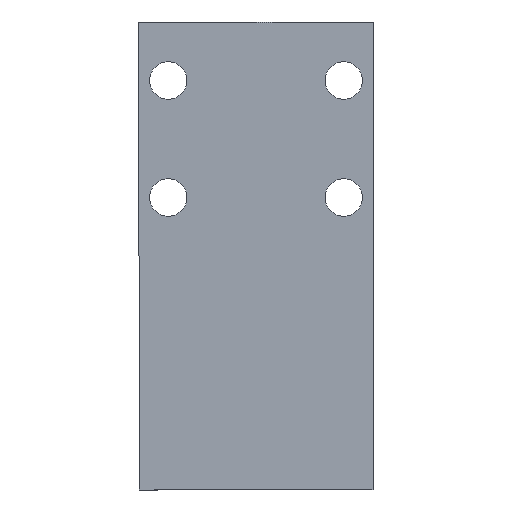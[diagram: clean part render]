
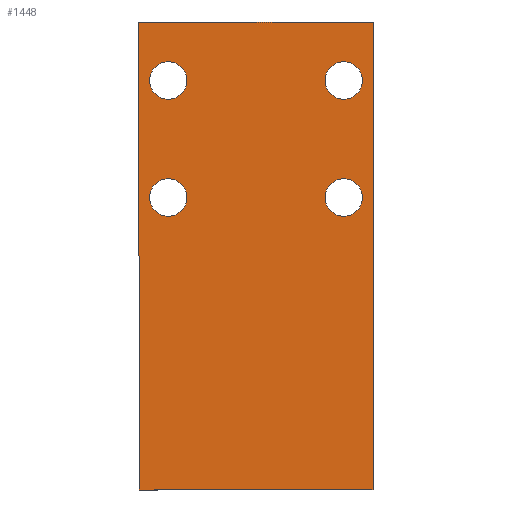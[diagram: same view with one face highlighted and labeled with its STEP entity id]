
A CAD part, left-side view. The second image highlights one B-rep face of the part: STEP entity #1448.
In plain terms, the highlighted planar face has unit normal (-1, 0, 0).
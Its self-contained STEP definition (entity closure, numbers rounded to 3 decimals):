
#43 = PLANE('',#44);
#44 = AXIS2_PLACEMENT_3D('',#45,#46,#47);
#45 = CARTESIAN_POINT('',(0.,40.,20.));
#46 = DIRECTION('',(0.,0.,-1.));
#47 = DIRECTION('',(0.,1.,0.));
#152 = VERTEX_POINT('',#153);
#153 = CARTESIAN_POINT('',(0.,0.,20.));
#167 = PLANE('',#168);
#168 = AXIS2_PLACEMENT_3D('',#169,#170,#171);
#169 = CARTESIAN_POINT('',(0.,0.,0.));
#170 = DIRECTION('',(0.,1.,0.));
#171 = DIRECTION('',(1.,0.,0.));
#179 = EDGE_CURVE('',#180,#152,#182,.T.);
#180 = VERTEX_POINT('',#181);
#181 = CARTESIAN_POINT('',(0.,40.,20.));
#182 = SURFACE_CURVE('',#183,(#187,#194),.PCURVE_S1.);
#183 = LINE('',#184,#185);
#184 = CARTESIAN_POINT('',(0.,40.,20.));
#185 = VECTOR('',#186,1.);
#186 = DIRECTION('',(0.,-1.,0.));
#187 = PCURVE('',#43,#188);
#188 = DEFINITIONAL_REPRESENTATION('',(#189),#193);
#189 = LINE('',#190,#191);
#190 = CARTESIAN_POINT('',(0.,0.));
#191 = VECTOR('',#192,1.);
#192 = DIRECTION('',(-1.,0.));
#193 = ( GEOMETRIC_REPRESENTATION_CONTEXT(2) 
PARAMETRIC_REPRESENTATION_CONTEXT() REPRESENTATION_CONTEXT('2D SPACE',''
  ) );
#194 = PCURVE('',#195,#200);
#195 = PLANE('',#196);
#196 = AXIS2_PLACEMENT_3D('',#197,#198,#199);
#197 = CARTESIAN_POINT('',(0.,40.,0.));
#198 = DIRECTION('',(1.,0.,0.));
#199 = DIRECTION('',(0.,-1.,0.));
#200 = DEFINITIONAL_REPRESENTATION('',(#201),#205);
#201 = LINE('',#202,#203);
#202 = CARTESIAN_POINT('',(0.,-20.));
#203 = VECTOR('',#204,1.);
#204 = DIRECTION('',(1.,0.));
#205 = ( GEOMETRIC_REPRESENTATION_CONTEXT(2) 
PARAMETRIC_REPRESENTATION_CONTEXT() REPRESENTATION_CONTEXT('2D SPACE',''
  ) );
#223 = PLANE('',#224);
#224 = AXIS2_PLACEMENT_3D('',#225,#226,#227);
#225 = CARTESIAN_POINT('',(5.,40.,0.));
#226 = DIRECTION('',(0.,-1.,0.));
#227 = DIRECTION('',(-1.,0.,0.));
#601 = PLANE('',#602);
#602 = AXIS2_PLACEMENT_3D('',#603,#604,#605);
#603 = CARTESIAN_POINT('',(0.,40.,0.));
#604 = DIRECTION('',(0.,0.,-1.));
#605 = DIRECTION('',(0.,1.,0.));
#1312 = VERTEX_POINT('',#1313);
#1313 = CARTESIAN_POINT('',(0.,0.,0.));
#1334 = EDGE_CURVE('',#1312,#152,#1335,.T.);
#1335 = SURFACE_CURVE('',#1336,(#1340,#1347),.PCURVE_S1.);
#1336 = LINE('',#1337,#1338);
#1337 = CARTESIAN_POINT('',(0.,0.,0.));
#1338 = VECTOR('',#1339,1.);
#1339 = DIRECTION('',(0.,0.,1.));
#1340 = PCURVE('',#167,#1341);
#1341 = DEFINITIONAL_REPRESENTATION('',(#1342),#1346);
#1342 = LINE('',#1343,#1344);
#1343 = CARTESIAN_POINT('',(0.,0.));
#1344 = VECTOR('',#1345,1.);
#1345 = DIRECTION('',(0.,-1.));
#1346 = ( GEOMETRIC_REPRESENTATION_CONTEXT(2) 
PARAMETRIC_REPRESENTATION_CONTEXT() REPRESENTATION_CONTEXT('2D SPACE',''
  ) );
#1347 = PCURVE('',#195,#1348);
#1348 = DEFINITIONAL_REPRESENTATION('',(#1349),#1353);
#1349 = LINE('',#1350,#1351);
#1350 = CARTESIAN_POINT('',(40.,0.));
#1351 = VECTOR('',#1352,1.);
#1352 = DIRECTION('',(0.,-1.));
#1353 = ( GEOMETRIC_REPRESENTATION_CONTEXT(2) 
PARAMETRIC_REPRESENTATION_CONTEXT() REPRESENTATION_CONTEXT('2D SPACE',''
  ) );
#1437 = CYLINDRICAL_SURFACE('',#1438,1.6);
#1438 = AXIS2_PLACEMENT_3D('',#1439,#1440,#1441);
#1439 = CARTESIAN_POINT('',(5.,25.,17.5));
#1440 = DIRECTION('',(1.,0.,0.));
#1441 = DIRECTION('',(0.,1.,0.));
#1448 = ADVANCED_FACE('',(#1449,#1497,#1528,#1559,#1585),#195,.F.);
#1449 = FACE_BOUND('',#1450,.F.);
#1450 = EDGE_LOOP('',(#1451,#1474,#1475,#1476));
#1451 = ORIENTED_EDGE('',*,*,#1452,.T.);
#1452 = EDGE_CURVE('',#1453,#180,#1455,.T.);
#1453 = VERTEX_POINT('',#1454);
#1454 = CARTESIAN_POINT('',(0.,40.,0.));
#1455 = SURFACE_CURVE('',#1456,(#1460,#1467),.PCURVE_S1.);
#1456 = LINE('',#1457,#1458);
#1457 = CARTESIAN_POINT('',(0.,40.,0.));
#1458 = VECTOR('',#1459,1.);
#1459 = DIRECTION('',(0.,0.,1.));
#1460 = PCURVE('',#195,#1461);
#1461 = DEFINITIONAL_REPRESENTATION('',(#1462),#1466);
#1462 = LINE('',#1463,#1464);
#1463 = CARTESIAN_POINT('',(0.,0.));
#1464 = VECTOR('',#1465,1.);
#1465 = DIRECTION('',(0.,-1.));
#1466 = ( GEOMETRIC_REPRESENTATION_CONTEXT(2) 
PARAMETRIC_REPRESENTATION_CONTEXT() REPRESENTATION_CONTEXT('2D SPACE',''
  ) );
#1467 = PCURVE('',#223,#1468);
#1468 = DEFINITIONAL_REPRESENTATION('',(#1469),#1473);
#1469 = LINE('',#1470,#1471);
#1470 = CARTESIAN_POINT('',(5.,0.));
#1471 = VECTOR('',#1472,1.);
#1472 = DIRECTION('',(0.,-1.));
#1473 = ( GEOMETRIC_REPRESENTATION_CONTEXT(2) 
PARAMETRIC_REPRESENTATION_CONTEXT() REPRESENTATION_CONTEXT('2D SPACE',''
  ) );
#1474 = ORIENTED_EDGE('',*,*,#179,.T.);
#1475 = ORIENTED_EDGE('',*,*,#1334,.F.);
#1476 = ORIENTED_EDGE('',*,*,#1477,.F.);
#1477 = EDGE_CURVE('',#1453,#1312,#1478,.T.);
#1478 = SURFACE_CURVE('',#1479,(#1483,#1490),.PCURVE_S1.);
#1479 = LINE('',#1480,#1481);
#1480 = CARTESIAN_POINT('',(0.,40.,0.));
#1481 = VECTOR('',#1482,1.);
#1482 = DIRECTION('',(0.,-1.,0.));
#1483 = PCURVE('',#195,#1484);
#1484 = DEFINITIONAL_REPRESENTATION('',(#1485),#1489);
#1485 = LINE('',#1486,#1487);
#1486 = CARTESIAN_POINT('',(0.,0.));
#1487 = VECTOR('',#1488,1.);
#1488 = DIRECTION('',(1.,0.));
#1489 = ( GEOMETRIC_REPRESENTATION_CONTEXT(2) 
PARAMETRIC_REPRESENTATION_CONTEXT() REPRESENTATION_CONTEXT('2D SPACE',''
  ) );
#1490 = PCURVE('',#601,#1491);
#1491 = DEFINITIONAL_REPRESENTATION('',(#1492),#1496);
#1492 = LINE('',#1493,#1494);
#1493 = CARTESIAN_POINT('',(0.,0.));
#1494 = VECTOR('',#1495,1.);
#1495 = DIRECTION('',(-1.,0.));
#1496 = ( GEOMETRIC_REPRESENTATION_CONTEXT(2) 
PARAMETRIC_REPRESENTATION_CONTEXT() REPRESENTATION_CONTEXT('2D SPACE',''
  ) );
#1497 = FACE_BOUND('',#1498,.F.);
#1498 = EDGE_LOOP('',(#1499));
#1499 = ORIENTED_EDGE('',*,*,#1500,.F.);
#1500 = EDGE_CURVE('',#1501,#1501,#1503,.T.);
#1501 = VERTEX_POINT('',#1502);
#1502 = CARTESIAN_POINT('',(0.,26.6,2.5));
#1503 = SURFACE_CURVE('',#1504,(#1509,#1516),.PCURVE_S1.);
#1504 = CIRCLE('',#1505,1.6);
#1505 = AXIS2_PLACEMENT_3D('',#1506,#1507,#1508);
#1506 = CARTESIAN_POINT('',(0.,25.,2.5));
#1507 = DIRECTION('',(1.,0.,0.));
#1508 = DIRECTION('',(0.,1.,0.));
#1509 = PCURVE('',#195,#1510);
#1510 = DEFINITIONAL_REPRESENTATION('',(#1511),#1515);
#1511 = CIRCLE('',#1512,1.6);
#1512 = AXIS2_PLACEMENT_2D('',#1513,#1514);
#1513 = CARTESIAN_POINT('',(15.,-2.5));
#1514 = DIRECTION('',(-1.,0.));
#1515 = ( GEOMETRIC_REPRESENTATION_CONTEXT(2) 
PARAMETRIC_REPRESENTATION_CONTEXT() REPRESENTATION_CONTEXT('2D SPACE',''
  ) );
#1516 = PCURVE('',#1517,#1522);
#1517 = CYLINDRICAL_SURFACE('',#1518,1.6);
#1518 = AXIS2_PLACEMENT_3D('',#1519,#1520,#1521);
#1519 = CARTESIAN_POINT('',(5.,25.,2.5));
#1520 = DIRECTION('',(1.,0.,0.));
#1521 = DIRECTION('',(0.,1.,0.));
#1522 = DEFINITIONAL_REPRESENTATION('',(#1523),#1527);
#1523 = LINE('',#1524,#1525);
#1524 = CARTESIAN_POINT('',(0.,-5.));
#1525 = VECTOR('',#1526,1.);
#1526 = DIRECTION('',(1.,0.));
#1527 = ( GEOMETRIC_REPRESENTATION_CONTEXT(2) 
PARAMETRIC_REPRESENTATION_CONTEXT() REPRESENTATION_CONTEXT('2D SPACE',''
  ) );
#1528 = FACE_BOUND('',#1529,.F.);
#1529 = EDGE_LOOP('',(#1530));
#1530 = ORIENTED_EDGE('',*,*,#1531,.F.);
#1531 = EDGE_CURVE('',#1532,#1532,#1534,.T.);
#1532 = VERTEX_POINT('',#1533);
#1533 = CARTESIAN_POINT('',(0.,36.6,17.5));
#1534 = SURFACE_CURVE('',#1535,(#1540,#1547),.PCURVE_S1.);
#1535 = CIRCLE('',#1536,1.6);
#1536 = AXIS2_PLACEMENT_3D('',#1537,#1538,#1539);
#1537 = CARTESIAN_POINT('',(0.,35.,17.5));
#1538 = DIRECTION('',(1.,0.,0.));
#1539 = DIRECTION('',(0.,1.,0.));
#1540 = PCURVE('',#195,#1541);
#1541 = DEFINITIONAL_REPRESENTATION('',(#1542),#1546);
#1542 = CIRCLE('',#1543,1.6);
#1543 = AXIS2_PLACEMENT_2D('',#1544,#1545);
#1544 = CARTESIAN_POINT('',(5.,-17.5));
#1545 = DIRECTION('',(-1.,0.));
#1546 = ( GEOMETRIC_REPRESENTATION_CONTEXT(2) 
PARAMETRIC_REPRESENTATION_CONTEXT() REPRESENTATION_CONTEXT('2D SPACE',''
  ) );
#1547 = PCURVE('',#1548,#1553);
#1548 = CYLINDRICAL_SURFACE('',#1549,1.6);
#1549 = AXIS2_PLACEMENT_3D('',#1550,#1551,#1552);
#1550 = CARTESIAN_POINT('',(5.,35.,17.5));
#1551 = DIRECTION('',(1.,0.,0.));
#1552 = DIRECTION('',(0.,1.,0.));
#1553 = DEFINITIONAL_REPRESENTATION('',(#1554),#1558);
#1554 = LINE('',#1555,#1556);
#1555 = CARTESIAN_POINT('',(0.,-5.));
#1556 = VECTOR('',#1557,1.);
#1557 = DIRECTION('',(1.,0.));
#1558 = ( GEOMETRIC_REPRESENTATION_CONTEXT(2) 
PARAMETRIC_REPRESENTATION_CONTEXT() REPRESENTATION_CONTEXT('2D SPACE',''
  ) );
#1559 = FACE_BOUND('',#1560,.F.);
#1560 = EDGE_LOOP('',(#1561));
#1561 = ORIENTED_EDGE('',*,*,#1562,.F.);
#1562 = EDGE_CURVE('',#1563,#1563,#1565,.T.);
#1563 = VERTEX_POINT('',#1564);
#1564 = CARTESIAN_POINT('',(0.,26.6,17.5));
#1565 = SURFACE_CURVE('',#1566,(#1571,#1578),.PCURVE_S1.);
#1566 = CIRCLE('',#1567,1.6);
#1567 = AXIS2_PLACEMENT_3D('',#1568,#1569,#1570);
#1568 = CARTESIAN_POINT('',(0.,25.,17.5));
#1569 = DIRECTION('',(1.,0.,0.));
#1570 = DIRECTION('',(0.,1.,0.));
#1571 = PCURVE('',#195,#1572);
#1572 = DEFINITIONAL_REPRESENTATION('',(#1573),#1577);
#1573 = CIRCLE('',#1574,1.6);
#1574 = AXIS2_PLACEMENT_2D('',#1575,#1576);
#1575 = CARTESIAN_POINT('',(15.,-17.5));
#1576 = DIRECTION('',(-1.,0.));
#1577 = ( GEOMETRIC_REPRESENTATION_CONTEXT(2) 
PARAMETRIC_REPRESENTATION_CONTEXT() REPRESENTATION_CONTEXT('2D SPACE',''
  ) );
#1578 = PCURVE('',#1437,#1579);
#1579 = DEFINITIONAL_REPRESENTATION('',(#1580),#1584);
#1580 = LINE('',#1581,#1582);
#1581 = CARTESIAN_POINT('',(0.,-5.));
#1582 = VECTOR('',#1583,1.);
#1583 = DIRECTION('',(1.,0.));
#1584 = ( GEOMETRIC_REPRESENTATION_CONTEXT(2) 
PARAMETRIC_REPRESENTATION_CONTEXT() REPRESENTATION_CONTEXT('2D SPACE',''
  ) );
#1585 = FACE_BOUND('',#1586,.F.);
#1586 = EDGE_LOOP('',(#1587));
#1587 = ORIENTED_EDGE('',*,*,#1588,.F.);
#1588 = EDGE_CURVE('',#1589,#1589,#1591,.T.);
#1589 = VERTEX_POINT('',#1590);
#1590 = CARTESIAN_POINT('',(0.,36.6,2.5));
#1591 = SURFACE_CURVE('',#1592,(#1597,#1604),.PCURVE_S1.);
#1592 = CIRCLE('',#1593,1.6);
#1593 = AXIS2_PLACEMENT_3D('',#1594,#1595,#1596);
#1594 = CARTESIAN_POINT('',(0.,35.,2.5));
#1595 = DIRECTION('',(1.,0.,0.));
#1596 = DIRECTION('',(0.,1.,0.));
#1597 = PCURVE('',#195,#1598);
#1598 = DEFINITIONAL_REPRESENTATION('',(#1599),#1603);
#1599 = CIRCLE('',#1600,1.6);
#1600 = AXIS2_PLACEMENT_2D('',#1601,#1602);
#1601 = CARTESIAN_POINT('',(5.,-2.5));
#1602 = DIRECTION('',(-1.,0.));
#1603 = ( GEOMETRIC_REPRESENTATION_CONTEXT(2) 
PARAMETRIC_REPRESENTATION_CONTEXT() REPRESENTATION_CONTEXT('2D SPACE',''
  ) );
#1604 = PCURVE('',#1605,#1610);
#1605 = CYLINDRICAL_SURFACE('',#1606,1.6);
#1606 = AXIS2_PLACEMENT_3D('',#1607,#1608,#1609);
#1607 = CARTESIAN_POINT('',(5.,35.,2.5));
#1608 = DIRECTION('',(1.,0.,0.));
#1609 = DIRECTION('',(0.,1.,0.));
#1610 = DEFINITIONAL_REPRESENTATION('',(#1611),#1615);
#1611 = LINE('',#1612,#1613);
#1612 = CARTESIAN_POINT('',(0.,-5.));
#1613 = VECTOR('',#1614,1.);
#1614 = DIRECTION('',(1.,0.));
#1615 = ( GEOMETRIC_REPRESENTATION_CONTEXT(2) 
PARAMETRIC_REPRESENTATION_CONTEXT() REPRESENTATION_CONTEXT('2D SPACE',''
  ) );
